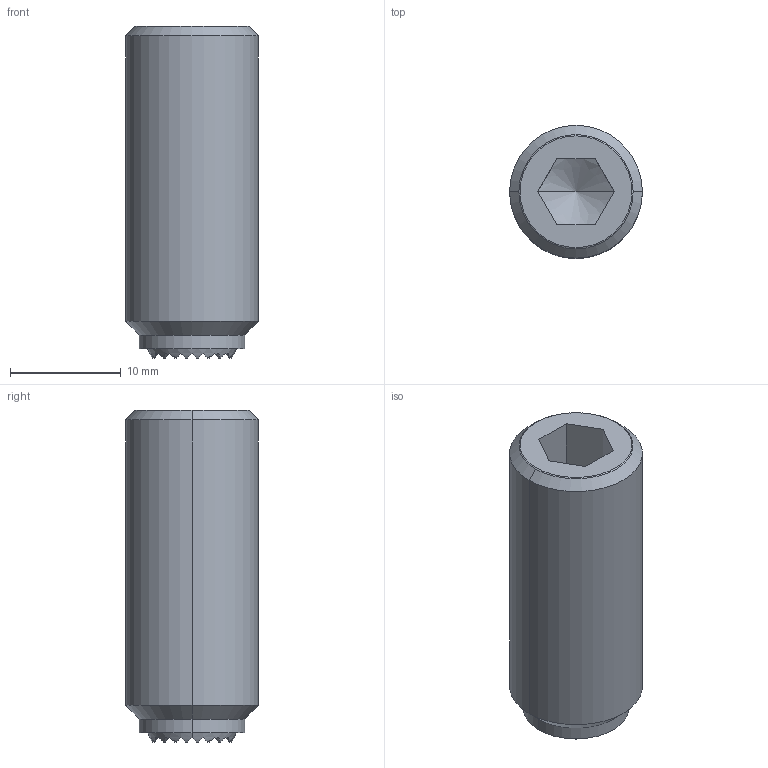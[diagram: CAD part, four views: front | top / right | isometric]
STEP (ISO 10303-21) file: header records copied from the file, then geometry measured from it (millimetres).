
FILE_DESCRIPTION(('STEP AP214'),'1');
FILE_NAME(' ',' ',('TraceParts'),('TraceParts S.A.'),'XStep 1.0',' ',' ');
FILE_SCHEMA(('automotive_design'));
Length unit declared in the file: millimetre
Products named in the file (2): 1; 2
Bounding box: 12 x 12 x 30 mm (x, y, z)
Volume: 3243 mm3; surface area: 1637.7 mm2
Topology: 2 solids, 2 shells, 274 faces, 578 edges, 305 vertices
Faces by surface type: plane 260, cone 8, cylinder 4, sphere 2
Entity records: 13554 total; most frequent: DIRECTION 1212, CARTESIAN_POINT 1167, STYLED_ITEM 1155, PRESENTATION_STYLE_ASSIGNMENT 1155, COLOUR_RGB 1155, ORIENTED_EDGE 1148, EDGE_CURVE 574, CURVE_STYLE 574
